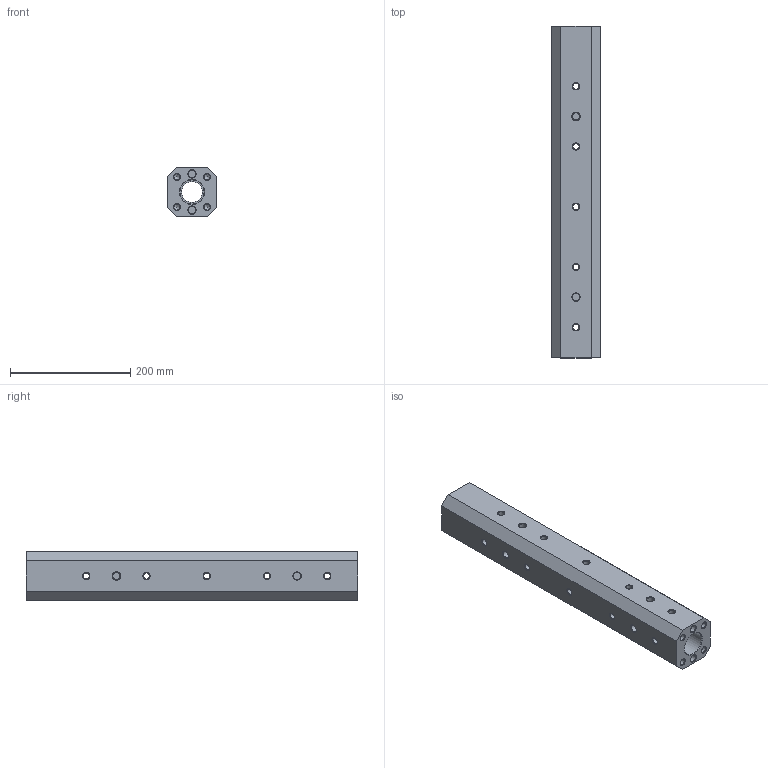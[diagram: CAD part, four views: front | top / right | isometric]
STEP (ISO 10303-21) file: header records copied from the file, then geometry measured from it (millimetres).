
FILE_DESCRIPTION( ( 'Unknown' ), '1' );
FILE_NAME( '1-SVFX-5050-100-1.stp', 'Unknown', ( 'Unknown' ), ( 'Unknown' ), 'PSStep 17.0.49', 'Unknown', ' ' );
FILE_SCHEMA( ( 'AUTOMOTIVE_DESIGN { 1 0 10303 214 1 1 1 1 }' ) );
Length unit declared in the file: millimetre
Products named in the file (1): 1
Bounding box: 80 x 551 x 80 mm (x, y, z)
Volume: 2653037.7 mm3; surface area: 253011 mm2
Topology: 1 solids, 1 shells, 132 faces, 330 edges, 209 vertices
Faces by surface type: cone 50, cylinder 43, plane 24, bspline 15
Full cylindrical faces by diameter (mm): 10.2 x28, 12 x12, 35 x1, 40 x2
Entity records: 6016 total; most frequent: CARTESIAN_POINT 2507, DIRECTION 476, ORIENTED_EDGE 334, EDGE_LOOP 296, AXIS2_PLACEMENT_3D 226, FACE_OUTER_BOUND 190, VERTEX_POINT 167, EDGE_CURVE 167
